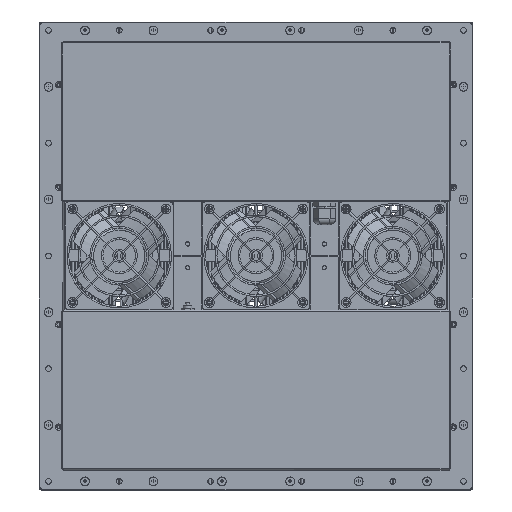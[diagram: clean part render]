
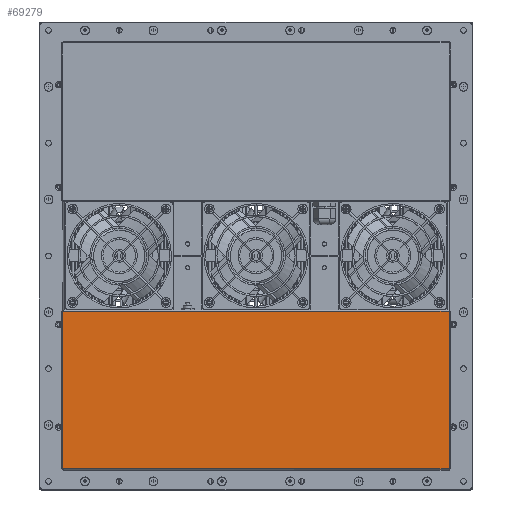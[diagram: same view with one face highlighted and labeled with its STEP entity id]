
A CAD part, top view. The second image highlights one B-rep face of the part: STEP entity #69279.
In plain terms, the highlighted planar face has unit normal (0, 0, 1).
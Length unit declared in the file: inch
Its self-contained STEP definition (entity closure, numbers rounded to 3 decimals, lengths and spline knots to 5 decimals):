
#1048 = EDGE_CURVE ( 'NONE', #34171, #172100, #164465, .T. ) ;
#2510 = EDGE_CURVE ( 'NONE', #172100, #18629, #182753, .T. ) ;
#4861 = DIRECTION ( 'NONE',  ( -1., 0., 0. ) ) ;
#12255 = DIRECTION ( 'NONE',  ( 0., 1., 0. ) ) ;
#17516 = DIRECTION ( 'NONE',  ( -1., 0., 0. ) ) ;
#17647 = ORIENTED_EDGE ( 'NONE', *, *, #1048, .T. ) ;
#18629 = VERTEX_POINT ( 'NONE', #38279 ) ;
#19115 = VERTEX_POINT ( 'NONE', #115745 ) ;
#21174 = EDGE_CURVE ( 'NONE', #18629, #185496, #152552, .T. ) ;
#34171 = VERTEX_POINT ( 'NONE', #39560 ) ;
#38279 = CARTESIAN_POINT ( 'NONE',  ( -9.0294, -35.50261, 5.20636 ) ) ;
#39542 = CARTESIAN_POINT ( 'NONE',  ( 7.91163, -28.61251, 5.20636 ) ) ;
#39560 = CARTESIAN_POINT ( 'NONE',  ( -9.01943, -28.61251, 5.20636 ) ) ;
#41666 = VERTEX_POINT ( 'NONE', #193632 ) ;
#43042 = EDGE_LOOP ( 'NONE', ( #47187, #17647, #74808, #191678, #131872, #133230, #163523, #167479 ) ) ;
#43621 = LINE ( 'NONE', #101781, #123125 ) ;
#45471 = CARTESIAN_POINT ( 'NONE',  ( -9.01943, -35.50261, 5.20636 ) ) ;
#47187 = ORIENTED_EDGE ( 'NONE', *, *, #185173, .F. ) ;
#52448 = CARTESIAN_POINT ( 'NONE',  ( 7.91163, -35.50261, 5.20636 ) ) ;
#53115 = CARTESIAN_POINT ( 'NONE',  ( 7.91163, -28.61251, 5.20636 ) ) ;
#55334 = CARTESIAN_POINT ( 'NONE',  ( -9.0294, -28.61251, 5.20636 ) ) ;
#64301 = CARTESIAN_POINT ( 'NONE',  ( 7.91163, -28.61251, 5.20636 ) ) ;
#69279 = ADVANCED_FACE ( 'NONE', ( #96239 ), #71695, .T. ) ;
#71695 = PLANE ( 'NONE',  #151844 ) ;
#74487 = DIRECTION ( 'NONE',  ( 1., 0., 0. ) ) ;
#74808 = ORIENTED_EDGE ( 'NONE', *, *, #2510, .T. ) ;
#77198 = CARTESIAN_POINT ( 'NONE',  ( 7.91163, -28.61251, 5.20636 ) ) ;
#83383 = LINE ( 'NONE', #77198, #163025 ) ;
#89015 = VECTOR ( 'NONE', #172273, 39.37008 ) ;
#96239 = FACE_OUTER_BOUND ( 'NONE', #43042, .T. ) ;
#98530 = VECTOR ( 'NONE', #164710, 39.37008 ) ;
#101732 = DIRECTION ( 'NONE',  ( 1., 0., 0. ) ) ;
#101781 = CARTESIAN_POINT ( 'NONE',  ( 7.9216, -28.55001, 5.20636 ) ) ;
#107724 = LINE ( 'NONE', #175402, #142967 ) ;
#115730 = DIRECTION ( 'NONE',  ( 1., 0., 0. ) ) ;
#115745 = CARTESIAN_POINT ( 'NONE',  ( 7.9216, -28.61251, 5.20636 ) ) ;
#123125 = VECTOR ( 'NONE', #12255, 39.37008 ) ;
#123952 = LINE ( 'NONE', #52448, #89015 ) ;
#131435 = VERTEX_POINT ( 'NONE', #135320 ) ;
#131872 = ORIENTED_EDGE ( 'NONE', *, *, #166704, .T. ) ;
#133230 = ORIENTED_EDGE ( 'NONE', *, *, #161549, .T. ) ;
#135320 = CARTESIAN_POINT ( 'NONE',  ( 7.91163, -35.50261, 5.20636 ) ) ;
#140716 = VERTEX_POINT ( 'NONE', #53115 ) ;
#142967 = VECTOR ( 'NONE', #115730, 39.37008 ) ;
#151844 = AXIS2_PLACEMENT_3D ( 'NONE', #176358, #191223, #101732 ) ;
#152552 = LINE ( 'NONE', #164114, #161945 ) ;
#155122 = VECTOR ( 'NONE', #17516, 39.37008 ) ;
#161549 = EDGE_CURVE ( 'NONE', #131435, #41666, #123952, .T. ) ;
#161945 = VECTOR ( 'NONE', #74487, 39.37008 ) ;
#163025 = VECTOR ( 'NONE', #181783, 39.37008 ) ;
#163523 = ORIENTED_EDGE ( 'NONE', *, *, #171518, .T. ) ;
#164114 = CARTESIAN_POINT ( 'NONE',  ( 7.91163, -35.50261, 5.20636 ) ) ;
#164465 = LINE ( 'NONE', #39542, #155122 ) ;
#164710 = DIRECTION ( 'NONE',  ( 0., -1., 0. ) ) ;
#165339 = CARTESIAN_POINT ( 'NONE',  ( -9.0294, -28.55001, 5.20636 ) ) ;
#166704 = EDGE_CURVE ( 'NONE', #185496, #131435, #107724, .T. ) ;
#167479 = ORIENTED_EDGE ( 'NONE', *, *, #181507, .T. ) ;
#171518 = EDGE_CURVE ( 'NONE', #41666, #19115, #43621, .T. ) ;
#172100 = VERTEX_POINT ( 'NONE', #55334 ) ;
#172273 = DIRECTION ( 'NONE',  ( 1., 0., 0. ) ) ;
#175402 = CARTESIAN_POINT ( 'NONE',  ( 7.91163, -35.50261, 5.20636 ) ) ;
#176358 = CARTESIAN_POINT ( 'NONE',  ( 7.91163, -28.55001, 5.20636 ) ) ;
#176413 = VECTOR ( 'NONE', #4861, 39.37008 ) ;
#181062 = LINE ( 'NONE', #64301, #176413 ) ;
#181507 = EDGE_CURVE ( 'NONE', #19115, #140716, #181062, .T. ) ;
#181783 = DIRECTION ( 'NONE',  ( 1., 0., 0. ) ) ;
#182753 = LINE ( 'NONE', #165339, #98530 ) ;
#185173 = EDGE_CURVE ( 'NONE', #34171, #140716, #83383, .T. ) ;
#185496 = VERTEX_POINT ( 'NONE', #45471 ) ;
#191223 = DIRECTION ( 'NONE',  ( 0., 0., 1. ) ) ;
#191678 = ORIENTED_EDGE ( 'NONE', *, *, #21174, .T. ) ;
#193632 = CARTESIAN_POINT ( 'NONE',  ( 7.9216, -35.50261, 5.20636 ) ) ;
